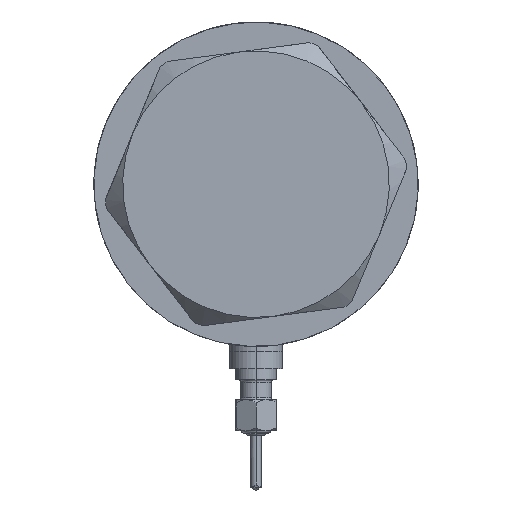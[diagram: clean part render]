
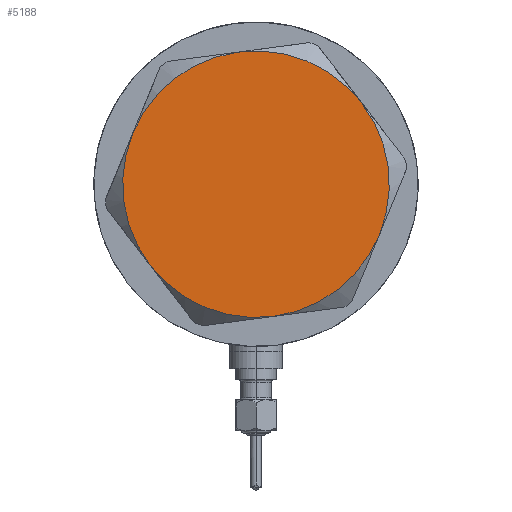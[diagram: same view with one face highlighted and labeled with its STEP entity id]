
A CAD part, left-side view. The second image highlights one B-rep face of the part: STEP entity #5188.
In plain terms, the highlighted face is planar.
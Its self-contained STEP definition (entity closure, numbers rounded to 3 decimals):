
#136 = DIRECTION ( 'NONE',  ( 1., 0., 0. ) ) ;
#166 = CARTESIAN_POINT ( 'NONE',  ( 0., 0., 14.5 ) ) ;
#259 = CIRCLE ( 'NONE', #2221, 30. ) ;
#297 = EDGE_CURVE ( 'NONE', #1515, #4746, #5710, .T. ) ;
#625 = CARTESIAN_POINT ( 'NONE',  ( 15., -25.981, 14.5 ) ) ;
#716 = CARTESIAN_POINT ( 'NONE',  ( 0., 0., 14.5 ) ) ;
#829 = PLANE ( 'NONE',  #3544 ) ;
#916 = CARTESIAN_POINT ( 'NONE',  ( -30., 0., 14.5 ) ) ;
#1146 = EDGE_CURVE ( 'NONE', #1738, #3710, #259, .T. ) ;
#1178 = FACE_OUTER_BOUND ( 'NONE', #4000, .T. ) ;
#1269 = VERTEX_POINT ( 'NONE', #4381 ) ;
#1270 = DIRECTION ( 'NONE',  ( 1., 0., 0. ) ) ;
#1298 = ORIENTED_EDGE ( 'NONE', *, *, #1146, .T. ) ;
#1307 = CARTESIAN_POINT ( 'NONE',  ( 15., 25.981, 14.5 ) ) ;
#1478 = EDGE_CURVE ( 'NONE', #4746, #1269, #4440, .T. ) ;
#1515 = VERTEX_POINT ( 'NONE', #5365 ) ;
#1615 = EDGE_CURVE ( 'NONE', #1269, #3370, #1917, .T. ) ;
#1618 = EDGE_CURVE ( 'NONE', #3370, #1738, #3708, .T. ) ;
#1738 = VERTEX_POINT ( 'NONE', #6263 ) ;
#1786 = ORIENTED_EDGE ( 'NONE', *, *, #1618, .T. ) ;
#1917 = CIRCLE ( 'NONE', #2541, 30. ) ;
#2074 = DIRECTION ( 'NONE',  ( 0., 0., 1. ) ) ;
#2142 = DIRECTION ( 'NONE',  ( 1., 0., 0. ) ) ;
#2221 = AXIS2_PLACEMENT_3D ( 'NONE', #716, #5165, #136 ) ;
#2541 = AXIS2_PLACEMENT_3D ( 'NONE', #3218, #5258, #2894 ) ;
#2787 = DIRECTION ( 'NONE',  ( 1., 0., 0. ) ) ;
#2894 = DIRECTION ( 'NONE',  ( 1., 0., 0. ) ) ;
#3218 = CARTESIAN_POINT ( 'NONE',  ( 0., 0., 14.5 ) ) ;
#3335 = DIRECTION ( 'NONE',  ( 0., 0., 1. ) ) ;
#3370 = VERTEX_POINT ( 'NONE', #916 ) ;
#3395 = DIRECTION ( 'NONE',  ( 1., 0., 0. ) ) ;
#3544 = AXIS2_PLACEMENT_3D ( 'NONE', #5784, #3784, #1270 ) ;
#3708 = CIRCLE ( 'NONE', #4127, 30. ) ;
#3710 = VERTEX_POINT ( 'NONE', #625 ) ;
#3717 = DIRECTION ( 'NONE',  ( 0., 0., 1. ) ) ;
#3784 = DIRECTION ( 'NONE',  ( 0., 0., 1. ) ) ;
#4000 = EDGE_LOOP ( 'NONE', ( #5934, #6153, #5651, #5721, #1786, #1298 ) ) ;
#4127 = AXIS2_PLACEMENT_3D ( 'NONE', #6292, #4344, #4885 ) ;
#4210 = AXIS2_PLACEMENT_3D ( 'NONE', #5222, #3717, #2787 ) ;
#4344 = DIRECTION ( 'NONE',  ( 0., 0., 1. ) ) ;
#4381 = CARTESIAN_POINT ( 'NONE',  ( -15., 25.981, 14.5 ) ) ;
#4440 = CIRCLE ( 'NONE', #5297, 30. ) ;
#4746 = VERTEX_POINT ( 'NONE', #1307 ) ;
#4885 = DIRECTION ( 'NONE',  ( 1., 0., 0. ) ) ;
#5165 = DIRECTION ( 'NONE',  ( 0., 0., 1. ) ) ;
#5188 = ADVANCED_FACE ( 'NONE', ( #1178 ), #829, .T. ) ;
#5222 = CARTESIAN_POINT ( 'NONE',  ( 0., 0., 14.5 ) ) ;
#5258 = DIRECTION ( 'NONE',  ( 0., 0., 1. ) ) ;
#5297 = AXIS2_PLACEMENT_3D ( 'NONE', #6135, #3335, #3395 ) ;
#5365 = CARTESIAN_POINT ( 'NONE',  ( 30., 0., 14.5 ) ) ;
#5651 = ORIENTED_EDGE ( 'NONE', *, *, #1478, .T. ) ;
#5710 = CIRCLE ( 'NONE', #6453, 30. ) ;
#5721 = ORIENTED_EDGE ( 'NONE', *, *, #1615, .T. ) ;
#5784 = CARTESIAN_POINT ( 'NONE',  ( 0., 0., 14.5 ) ) ;
#5934 = ORIENTED_EDGE ( 'NONE', *, *, #6412, .T. ) ;
#6135 = CARTESIAN_POINT ( 'NONE',  ( 0., 0., 14.5 ) ) ;
#6153 = ORIENTED_EDGE ( 'NONE', *, *, #297, .T. ) ;
#6221 = CIRCLE ( 'NONE', #4210, 30. ) ;
#6263 = CARTESIAN_POINT ( 'NONE',  ( -15., -25.981, 14.5 ) ) ;
#6292 = CARTESIAN_POINT ( 'NONE',  ( 0., 0., 14.5 ) ) ;
#6412 = EDGE_CURVE ( 'NONE', #3710, #1515, #6221, .T. ) ;
#6453 = AXIS2_PLACEMENT_3D ( 'NONE', #166, #2074, #2142 ) ;
